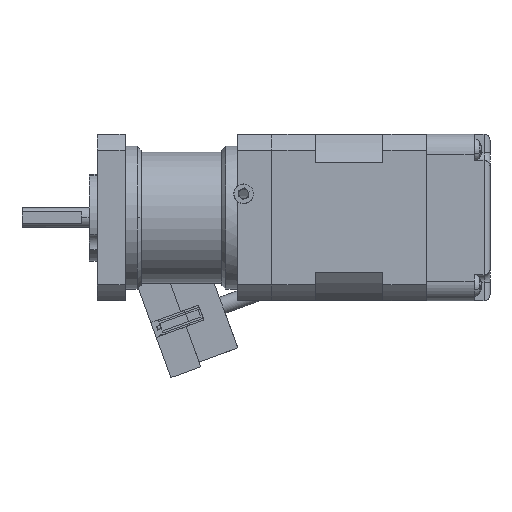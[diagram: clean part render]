
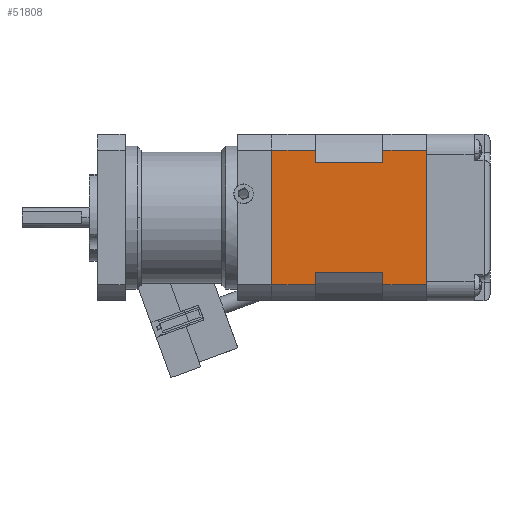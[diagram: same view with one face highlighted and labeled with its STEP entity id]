
A CAD part, front view. The second image highlights one B-rep face of the part: STEP entity #51808.
In plain terms, the highlighted planar face has unit normal (0, -1, 0).
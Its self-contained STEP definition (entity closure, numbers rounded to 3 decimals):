
#1 = DIRECTION ( 'NONE',  ( 0., 0., -1. ) ) ;
#2 = CARTESIAN_POINT ( 'NONE',  ( 37.971, 0., 39. ) ) ;
#3 = DIRECTION ( 'NONE',  ( 0., 0., -1. ) ) ;
#4 = CARTESIAN_POINT ( 'NONE',  ( 4.029, 0., 11. ) ) ;
#5 = CARTESIAN_POINT ( 'NONE',  ( 4.029, 0., 39. ) ) ;
#6 = DIRECTION ( 'NONE',  ( 1., 0., 0. ) ) ;
#7 = DIRECTION ( 'NONE',  ( 0., 0., -1. ) ) ;
#8 = CARTESIAN_POINT ( 'NONE',  ( 4.029, 0., 39. ) ) ;
#9 = DIRECTION ( 'NONE',  ( 1., 0., 0. ) ) ;
#10 = CARTESIAN_POINT ( 'NONE',  ( 37.971, 0., 39. ) ) ;
#11 = DIRECTION ( 'NONE',  ( 0., 0., -1. ) ) ;
#12 = DIRECTION ( 'NONE',  ( 1., 0., 0. ) ) ;
#14 = DIRECTION ( 'NONE',  ( 0., 0., -1. ) ) ;
#15 = CARTESIAN_POINT ( 'NONE',  ( 4.029, 0., 28. ) ) ;
#16 = DIRECTION ( 'NONE',  ( 1., 0., 0. ) ) ;
#17 = CARTESIAN_POINT ( 'NONE',  ( 7.234, 0., 11. ) ) ;
#19 = DIRECTION ( 'NONE',  ( 0., 0., 1. ) ) ;
#33958 = EDGE_LOOP ( 'NONE', ( #102294, #102295, #102296, #102297, #102298, #102299, #102300, #102301, #102302, #102303, #102304, #102305 ) ) ;
#51808 = ADVANCED_FACE ( 'NONE', ( #125869 ), #122813, .F. ) ;
#65829 = EDGE_CURVE ( 'NONE', #104090, #104102, #137340, .T. ) ;
#65855 = EDGE_CURVE ( 'NONE', #104113, #104111, #137375, .T. ) ;
#65856 = EDGE_CURVE ( 'NONE', #104113, #104090, #137363, .T. ) ;
#65857 = EDGE_CURVE ( 'NONE', #104114, #104102, #137380, .T. ) ;
#65860 = EDGE_CURVE ( 'NONE', #104116, #104114, #137384, .T. ) ;
#65862 = EDGE_CURVE ( 'NONE', #104115, #104116, #137376, .T. ) ;
#65864 = EDGE_CURVE ( 'NONE', #104115, #104119, #137388, .T. ) ;
#65867 = EDGE_CURVE ( 'NONE', #104112, #104119, #137395, .T. ) ;
#65869 = EDGE_CURVE ( 'NONE', #104117, #104112, #137391, .T. ) ;
#65871 = EDGE_CURVE ( 'NONE', #104117, #104122, #137399, .T. ) ;
#65873 = EDGE_CURVE ( 'NONE', #104122, #104123, #137407, .T. ) ;
#65875 = EDGE_CURVE ( 'NONE', #104111, #104123, #137410, .T. ) ;
#72825 = AXIS2_PLACEMENT_3D ( 'NONE', #122817, #122822, #122823 ) ;
#93585 = CARTESIAN_POINT ( 'NONE',  ( 4.029, 0., 0. ) ) ;
#93607 = CARTESIAN_POINT ( 'NONE',  ( 37.971, 0., 0. ) ) ;
#93624 = CARTESIAN_POINT ( 'NONE',  ( 7.234, 0., 11. ) ) ;
#93626 = CARTESIAN_POINT ( 'NONE',  ( 37.971, 0., 39. ) ) ;
#93628 = CARTESIAN_POINT ( 'NONE',  ( 4.029, 0., 11. ) ) ;
#93629 = CARTESIAN_POINT ( 'NONE',  ( 37.971, 0., 11. ) ) ;
#93631 = CARTESIAN_POINT ( 'NONE',  ( 34.766, 0., 28. ) ) ;
#93633 = CARTESIAN_POINT ( 'NONE',  ( 34.766, 0., 11. ) ) ;
#93635 = CARTESIAN_POINT ( 'NONE',  ( 4.029, 0., 39. ) ) ;
#93639 = CARTESIAN_POINT ( 'NONE',  ( 37.971, 0., 28. ) ) ;
#93644 = CARTESIAN_POINT ( 'NONE',  ( 4.029, 0., 28. ) ) ;
#93646 = CARTESIAN_POINT ( 'NONE',  ( 7.234, 0., 28. ) ) ;
#94555 = CARTESIAN_POINT ( 'NONE',  ( 4.029, 0., 39. ) ) ;
#94589 = CARTESIAN_POINT ( 'NONE',  ( 34.766, 0., 11. ) ) ;
#94724 = DIRECTION ( 'NONE',  ( 1., 0., 0. ) ) ;
#94757 = CARTESIAN_POINT ( 'NONE',  ( 4.029, 0., 11. ) ) ;
#102294 = ORIENTED_EDGE ( 'NONE', *, *, #65855, .F. ) ;
#102295 = ORIENTED_EDGE ( 'NONE', *, *, #65856, .T. ) ;
#102296 = ORIENTED_EDGE ( 'NONE', *, *, #65829, .T. ) ;
#102297 = ORIENTED_EDGE ( 'NONE', *, *, #65857, .F. ) ;
#102298 = ORIENTED_EDGE ( 'NONE', *, *, #65860, .F. ) ;
#102299 = ORIENTED_EDGE ( 'NONE', *, *, #65862, .F. ) ;
#102300 = ORIENTED_EDGE ( 'NONE', *, *, #65864, .T. ) ;
#102301 = ORIENTED_EDGE ( 'NONE', *, *, #65867, .F. ) ;
#102302 = ORIENTED_EDGE ( 'NONE', *, *, #65869, .F. ) ;
#102303 = ORIENTED_EDGE ( 'NONE', *, *, #65871, .T. ) ;
#102304 = ORIENTED_EDGE ( 'NONE', *, *, #65873, .T. ) ;
#102305 = ORIENTED_EDGE ( 'NONE', *, *, #65875, .F. ) ;
#104090 = VERTEX_POINT ( 'NONE', #93585 ) ;
#104102 = VERTEX_POINT ( 'NONE', #93607 ) ;
#104111 = VERTEX_POINT ( 'NONE', #93624 ) ;
#104112 = VERTEX_POINT ( 'NONE', #93626 ) ;
#104113 = VERTEX_POINT ( 'NONE', #93628 ) ;
#104114 = VERTEX_POINT ( 'NONE', #93629 ) ;
#104115 = VERTEX_POINT ( 'NONE', #93631 ) ;
#104116 = VERTEX_POINT ( 'NONE', #93633 ) ;
#104117 = VERTEX_POINT ( 'NONE', #93635 ) ;
#104119 = VERTEX_POINT ( 'NONE', #93639 ) ;
#104122 = VERTEX_POINT ( 'NONE', #93644 ) ;
#104123 = VERTEX_POINT ( 'NONE', #93646 ) ;
#122813 = PLANE ( 'NONE',  #72825 ) ;
#122817 = CARTESIAN_POINT ( 'NONE',  ( 4.029, 0., 39. ) ) ;
#122822 = DIRECTION ( 'NONE',  ( 0., 1., 0. ) ) ;
#122823 = DIRECTION ( 'NONE',  ( -1., 0., 0. ) ) ;
#125869 = FACE_OUTER_BOUND ( 'NONE', #33958, .T. ) ;
#135345 = DIRECTION ( 'NONE',  ( 1., 0., 0. ) ) ;
#135350 = CARTESIAN_POINT ( 'NONE',  ( 4.029, 0., 0. ) ) ;
#137340 = LINE ( 'NONE', #135350, #137348 ) ;
#137348 = VECTOR ( 'NONE', #135345, 1000. ) ;
#137363 = LINE ( 'NONE', #94555, #137382 ) ;
#137375 = LINE ( 'NONE', #94757, #137378 ) ;
#137376 = LINE ( 'NONE', #94589, #137394 ) ;
#137378 = VECTOR ( 'NONE', #94724, 1000. ) ;
#137380 = LINE ( 'NONE', #2, #137386 ) ;
#137382 = VECTOR ( 'NONE', #1, 1000. ) ;
#137384 = LINE ( 'NONE', #4, #137389 ) ;
#137386 = VECTOR ( 'NONE', #3, 1000. ) ;
#137388 = LINE ( 'NONE', #138776, #137397 ) ;
#137389 = VECTOR ( 'NONE', #6, 1000. ) ;
#137391 = LINE ( 'NONE', #5, #137405 ) ;
#137394 = VECTOR ( 'NONE', #7, 1000. ) ;
#137395 = LINE ( 'NONE', #10, #137401 ) ;
#137397 = VECTOR ( 'NONE', #9, 1000. ) ;
#137399 = LINE ( 'NONE', #8, #137408 ) ;
#137401 = VECTOR ( 'NONE', #11, 1000. ) ;
#137405 = VECTOR ( 'NONE', #12, 1000. ) ;
#137407 = LINE ( 'NONE', #15, #137412 ) ;
#137408 = VECTOR ( 'NONE', #14, 1000. ) ;
#137410 = LINE ( 'NONE', #17, #137417 ) ;
#137412 = VECTOR ( 'NONE', #16, 1000. ) ;
#137417 = VECTOR ( 'NONE', #19, 1000. ) ;
#138776 = CARTESIAN_POINT ( 'NONE',  ( 4.029, 0., 28. ) ) ;
